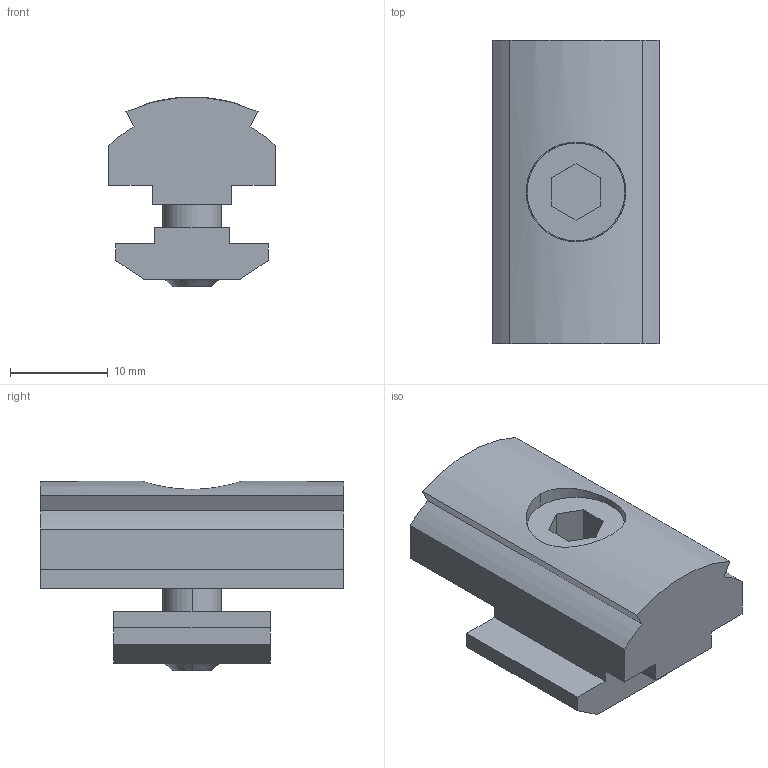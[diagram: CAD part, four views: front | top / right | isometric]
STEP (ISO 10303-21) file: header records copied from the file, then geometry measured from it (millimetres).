
FILE_DESCRIPTION(/* description */ (''),/* implementation_level */ '2;1');
FILE_NAME(/* name */ '41D-166-0.stp',/* time_stamp */ '2022-07-21T11:02:44-04:00',/* author */ ('aorselli'),/* organization */ (''),/* preprocessor_version */ 'ST-DEVELOPER v18.1',/* originating_system */ 'AutoCAD Mechanical',/* authorisation */ '');
FILE_SCHEMA (('AUTOMOTIVE_DESIGN { 1 0 10303 214 3 1 1 }'));
Length unit declared in the file: millimetre
Products named in the file (1): 41D-166-0
Bounding box: 17 x 31 x 19.4 mm (x, y, z)
Volume: 5467.9 mm3; surface area: 3593.4 mm2
Topology: 3 solids, 3 shells, 52 faces, 124 edges, 82 vertices
Faces by surface type: plane 35, cylinder 15, cone 2
Entity records: 1572 total; most frequent: CARTESIAN_POINT 303, DIRECTION 258, ORIENTED_EDGE 248, EDGE_CURVE 124, LINE 92, VECTOR 92, AXIS2_PLACEMENT_3D 83, VERTEX_POINT 82
